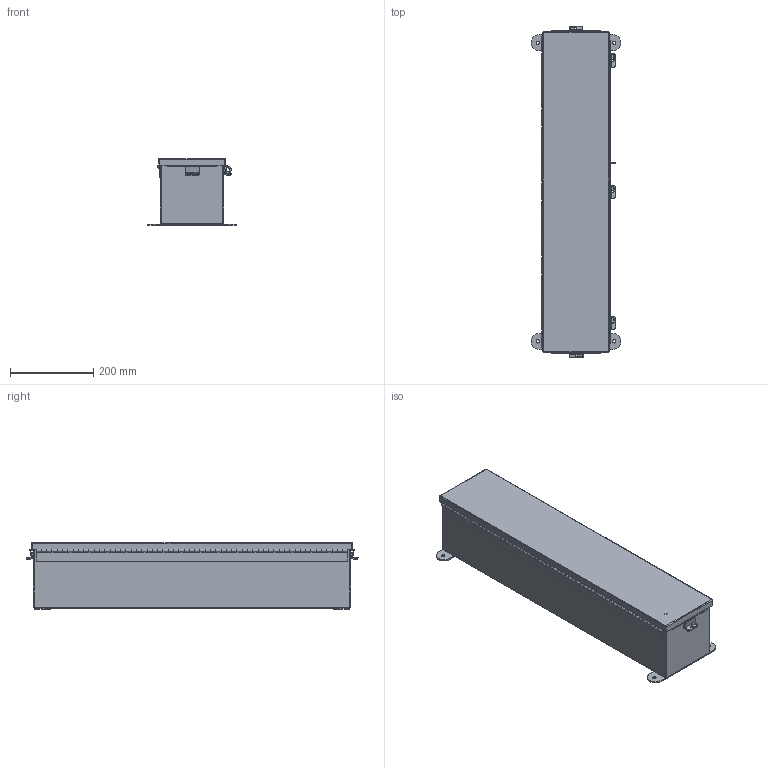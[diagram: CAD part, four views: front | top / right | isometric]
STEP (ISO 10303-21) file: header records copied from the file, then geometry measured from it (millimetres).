
FILE_DESCRIPTION (( 'STEP AP203' ), '1' );
FILE_NAME ('N060630SSCHTR.STEP', '2016-03-02T19:46:11', ( 'change1' ), ( 'Microsoft' ), 'SwSTEP 2.0', 'SolidWorks 2015', '' );
FILE_SCHEMA (( 'CONFIG_CONTROL_DESIGN' ));
Length unit declared in the file: inch
Products named in the file (13): N060630SSCHTR JIC Cover Clamp; N060630SSCHTR JIC Top; N060630SSCHTR JIC Bottom; N060630SSCHTR JIC Enclosure Template; N060630SSCHTR HW-CD-S-25020-034; N060630SSCHTR Hinge Body Side; HW-CLH-JH-20154; N060630SSCHTR Hinge Cover Side JIC; N060630SSCHTR Mounting Bracket; N060630SSCHTR _JIC Hinge; N060630SSCHTR; N060630SSCHTR JIC_Cover_Template; N060630SSCHTR JIC Clamp Bracket
Assembly tree (22 placements, depth 3):
  N060630SSCHTR
    N060630SSCHTR JIC Enclosure Template
    N060630SSCHTR _JIC Hinge
      N060630SSCHTR Hinge Body Side
      N060630SSCHTR Hinge Cover Side JIC
    N060630SSCHTR JIC_Cover_Template
    N060630SSCHTR JIC Clamp Bracket  x5
    N060630SSCHTR JIC Cover Clamp  x5
    N060630SSCHTR JIC Top
    N060630SSCHTR JIC Bottom
    N060630SSCHTR HW-CD-S-25020-034  x2
    HW-CLH-JH-20154
    N060630SSCHTR Mounting Bracket  x2
Bounding box: 215.9 x 797.73 x 160.96 mm (x, y, z)
Volume: 1198447 mm3; surface area: 1266922.6 mm2
Topology: 21 solids, 21 shells, 994 faces, 2495 edges, 1545 vertices
Faces by surface type: plane 605, cylinder 369, bspline 8, torus 8, cone 4
Entity records: 25874 total; most frequent: CARTESIAN_POINT 4545, DIRECTION 4233, ORIENTED_EDGE 4072, EDGE_CURVE 2036, VECTOR 1415, LINE 1415, AXIS2_PLACEMENT_3D 1409, VERTEX_POINT 1273
